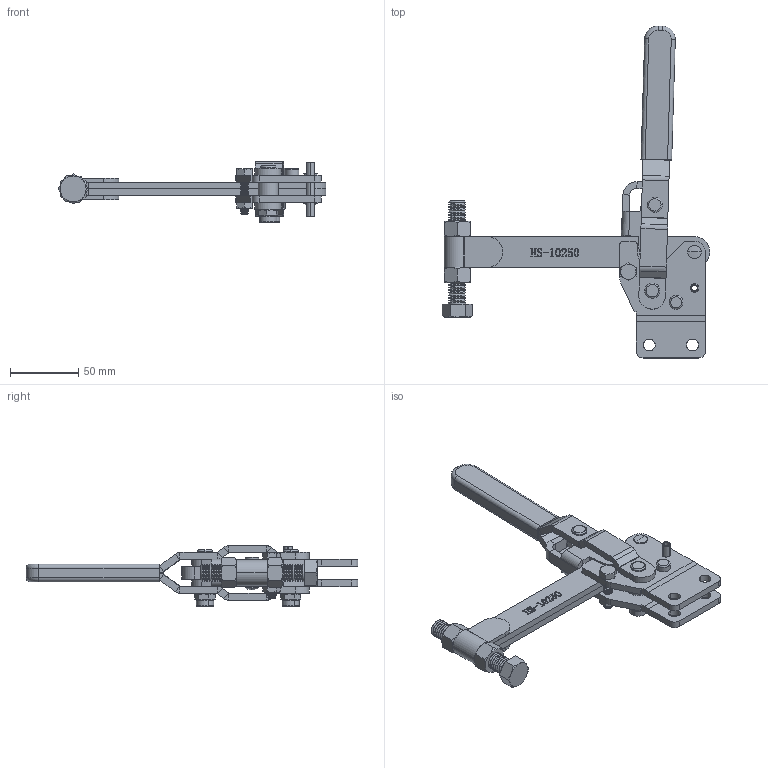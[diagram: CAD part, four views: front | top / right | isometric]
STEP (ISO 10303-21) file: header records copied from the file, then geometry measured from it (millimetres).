
FILE_DESCRIPTION (( 'STEP AP203' ), '1' );
FILE_NAME ('HS-10250.STEP', '2019-07-24T09:13:34', ( '微软用户' ), ( '微软中国' ), 'SwSTEP 2.0', 'SolidWorks 2012', '' );
FILE_SCHEMA (( 'CONFIG_CONTROL_DESIGN' ));
Products named in the file (21): HS-10250; hex jam nut_ai_HJNUT 0.2500-20-D-N; prevailing torque type style 1 gb_GB_HEXAGON_TYPE9 M8-N; hex nut_ai_HNUT 0.5000-13-D-N; hex bolt_ai_HBOLT 0.5000-13x3x3-S; hex bolt_ai_HBOLT 0.2500-20x1.125x1.125-S; 階杶; 粟俶种; T形销_默认<按加工>; 騵艦杶; 蟀裝; 眻忒參蚾饜极; 忒參杶; 眻忒梟; 妗陑揤參蚾饜极; 妗陑揤參; 標; 傻种; 眻菁釱衵; 眻菁釱酘
Assembly tree (25 placements, depth 3):
  HS-10250
    眻菁釱酘
    眻菁釱衵
    傻种  x2
    妗陑揤參蚾饜极
      妗陑揤參
      標
      妗陑揤參
    眻忒參蚾饜极
      眻忒梟  x2
      忒參杶
    蟀裝
    騵艦杶
    T形销_默认<按加工>  x2
    粟俶种
    階杶
    hex bolt_ai_HBOLT 0.2500-20x1.125x1.125-S
    hex bolt_ai_HBOLT 0.5000-13x3x3-S
    hex nut_ai_HNUT 0.5000-13-D-N  x2
    prevailing torque type style 1 gb_GB_HEXAGON_TYPE9 M8-N  x2
    hex jam nut_ai_HJNUT 0.2500-20-D-N
Bounding box: 196.49 x 243.61 x 44.5 mm (x, y, z)
Volume: 176453.9 mm3; surface area: 105864.2 mm2
Topology: 23 solids, 23 shells, 1284 faces, 3202 edges, 2004 vertices
Faces by surface type: plane 456, cone 332, cylinder 331, bspline 132, torus 25, sphere 8
Entity records: 44086 total; most frequent: CARTESIAN_POINT 14097, ORIENTED_EDGE 5832, DIRECTION 5715, EDGE_CURVE 2916, AXIS2_PLACEMENT_3D 2102, VERTEX_POINT 1840, VECTOR 1511, LINE 1511
